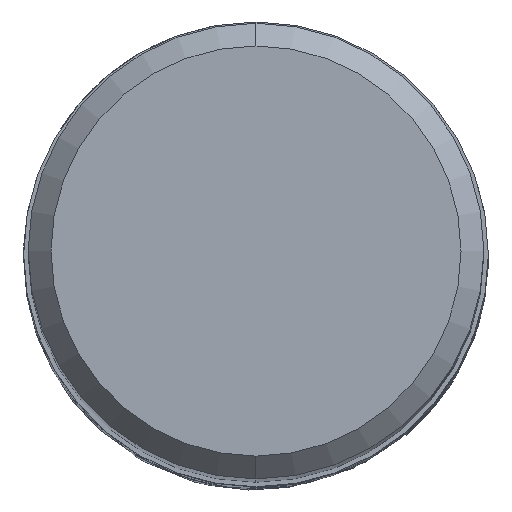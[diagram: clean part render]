
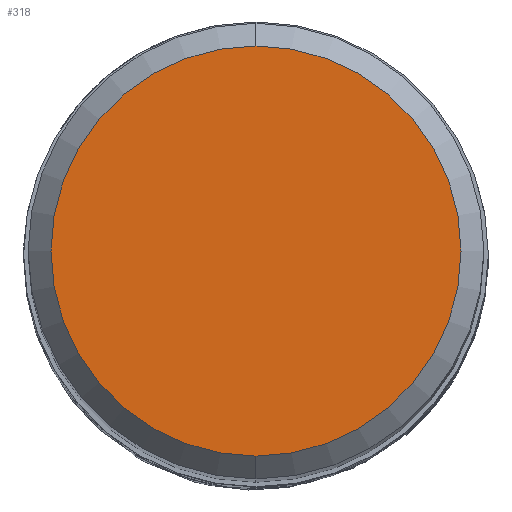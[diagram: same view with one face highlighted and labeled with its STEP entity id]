
A CAD part, top view. The second image highlights one B-rep face of the part: STEP entity #318.
In plain terms, the highlighted planar face has unit normal (0, 0, 1).
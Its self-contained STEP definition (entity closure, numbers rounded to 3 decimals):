
#318=ADVANCED_FACE('',(#853),#854,.T.);
#480=EDGE_CURVE('',#716,#752,#1026,.T.);
#602=EDGE_CURVE('',#752,#716,#1167,.T.);
#716=VERTEX_POINT('',#1291);
#752=VERTEX_POINT('',#1330);
#853=FACE_OUTER_BOUND('',#1489,.T.);
#854=PLANE('',#1490);
#1026=CIRCLE('',#2081,4.5);
#1167=CIRCLE('',#2959,4.5);
#1291=CARTESIAN_POINT('',(0.,-4.5,0.0));
#1330=CARTESIAN_POINT('',(0.0,4.5,0.0));
#1489=EDGE_LOOP('',(#5073,#5074));
#1490=AXIS2_PLACEMENT_3D('',#5075,#5076,#5077);
#2081=AXIS2_PLACEMENT_3D('',#5243,#5244,#5245);
#2959=AXIS2_PLACEMENT_3D('',#5455,#5456,#5457);
#5073=ORIENTED_EDGE('',*,*,#602,.F.);
#5074=ORIENTED_EDGE('',*,*,#480,.F.);
#5075=CARTESIAN_POINT('',(0.0,2.25,0.0));
#5076=DIRECTION('',(-0.0,0.0,1.0));
#5077=DIRECTION('',(0.0,-1.0,0.0));
#5243=CARTESIAN_POINT('',(0.0,0.0,0.0));
#5244=DIRECTION('',(0.0,0.0,-1.0));
#5245=DIRECTION('',(0.0,1.0,0.0));
#5455=CARTESIAN_POINT('',(0.0,0.0,0.0));
#5456=DIRECTION('',(0.0,0.0,-1.0));
#5457=DIRECTION('',(0.0,1.0,0.0));
